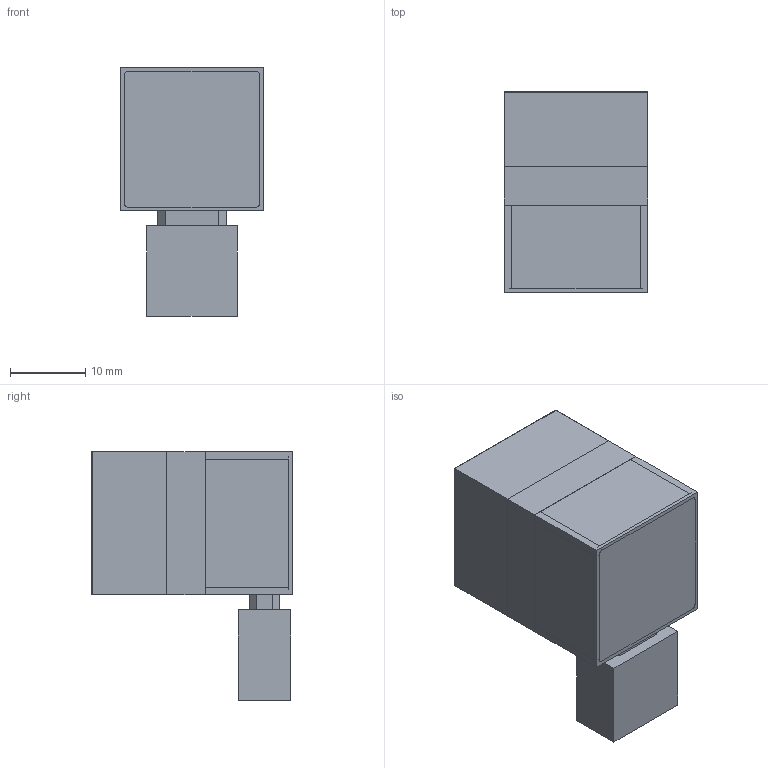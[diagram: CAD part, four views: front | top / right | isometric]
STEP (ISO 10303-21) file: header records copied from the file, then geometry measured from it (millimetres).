
FILE_DESCRIPTION(/* description */ ('','CAx-IF Rec.Pracs.---Representation and Presentation of Product Manufacturing Information (PMI)---4.0---2014-10-13'),/* implementation_level */ '2;1');
FILE_NAME(/* name */ 'ichi_mx_toolkit v21.step',/* time_stamp */ '2025-03-25T19:43:10+09:00',/* author */ (''),/* organization */ (''),/* preprocessor_version */ 'ST-DEVELOPER v20',/* originating_system */ 'Autodesk Translation Framework v13.20.0.188',/* authorisation */ '');
FILE_SCHEMA (('AP242_MANAGED_MODEL_BASED_3D_ENGINEERING_MIM_LF { 1 0 10303 442 1 1 4 }'));
Length unit declared in the file: millimetre
Products named in the file (16): ichi_mx_toolkit; design; ichi_mx_publish 1; cherry_mx_cap; cherry_mx_cap v2; R_0402_1005Metric; R_0402_1005Metric_1; USB_micro-b_10118194-0001LF; USB_micro-b_10118194-0001LF v1; MSOP-10_3x3mm_P0.5mm; MSOP_10_3x3mm_P05mm; C_0603_1608Metric; C_0603_1608Metric_1; ichi_mx_PCB; C_0402_1005Metric; C_0402_1005Metric_1
Assembly tree (16 placements, depth 4):
  ichi_mx_toolkit
    design
    ichi_mx_publish 1
      cherry_mx_cap
        cherry_mx_cap v2
      R_0402_1005Metric
        R_0402_1005Metric_1
      USB_micro-b_10118194-0001LF
        USB_micro-b_10118194-0001LF v1
      MSOP-10_3x3mm_P0.5mm
        MSOP_10_3x3mm_P05mm
      C_0603_1608Metric
        C_0603_1608Metric_1
      C_0402_1005Metric  x2
        C_0402_1005Metric_1
      ichi_mx_PCB
Bounding box: 19 x 26.7 x 33 mm (x, y, z)
Surface area: 15830.5 mm2
Topology: 22 solids, 22 shells, 903 faces, 2313 edges, 1469 vertices
Faces by surface type: plane 721, cylinder 175, cone 7
Full cylindrical faces by diameter (mm): 0.5 x1, 0.8 x2, 3.85 x1, 4 x1, 5.51 x2
Entity records: 26799 total; most frequent: CARTESIAN_POINT 4569, ORIENTED_EDGE 4482, DIRECTION 4392, EDGE_CURVE 2241, LINE 1904, VECTOR 1904, VERTEX_POINT 1421, AXIS2_PLACEMENT_3D 1244
